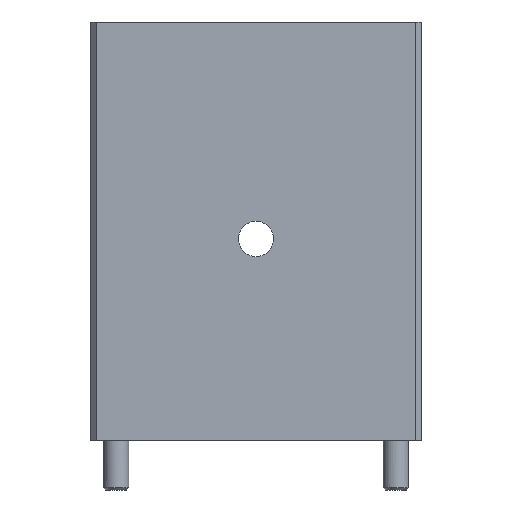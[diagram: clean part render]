
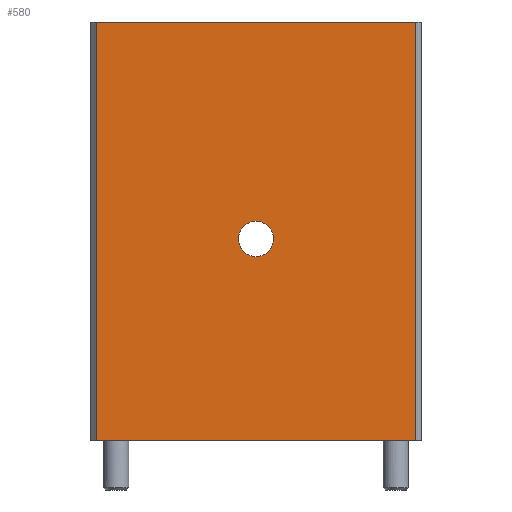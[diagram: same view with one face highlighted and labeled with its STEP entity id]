
A CAD part, front view. The second image highlights one B-rep face of the part: STEP entity #580.
In plain terms, the highlighted planar face has unit normal (0, -1, 0).
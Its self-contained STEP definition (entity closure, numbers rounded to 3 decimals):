
#5 = ORIENTED_EDGE ( 'NONE', *, *, #1617, .F. ) ;
#12 = LINE ( 'NONE', #797, #1325 ) ;
#22 = CARTESIAN_POINT ( 'NONE',  ( 0., -3., 19.9 ) ) ;
#62 = ORIENTED_EDGE ( 'NONE', *, *, #1466, .T. ) ;
#70 = VERTEX_POINT ( 'NONE', #22 ) ;
#221 = DIRECTION ( 'NONE',  ( 0., -1., 0. ) ) ;
#231 = EDGE_LOOP ( 'NONE', ( #438, #5 ) ) ;
#240 = DIRECTION ( 'NONE',  ( 0., 0., -1. ) ) ;
#273 = DIRECTION ( 'NONE',  ( 1., 0., 0. ) ) ;
#326 = ORIENTED_EDGE ( 'NONE', *, *, #1272, .F. ) ;
#341 = DIRECTION ( 'NONE',  ( 0., 0., -1. ) ) ;
#345 = CARTESIAN_POINT ( 'NONE',  ( 14.5, -3., 38. ) ) ;
#356 = CARTESIAN_POINT ( 'NONE',  ( -14.5, -3., 38. ) ) ;
#438 = ORIENTED_EDGE ( 'NONE', *, *, #832, .F. ) ;
#455 = CARTESIAN_POINT ( 'NONE',  ( 0., -3., 18.3 ) ) ;
#460 = LINE ( 'NONE', #356, #553 ) ;
#494 = PLANE ( 'NONE',  #887 ) ;
#495 = CIRCLE ( 'NONE', #932, 1.6 ) ;
#553 = VECTOR ( 'NONE', #240, 1000. ) ;
#555 = DIRECTION ( 'NONE',  ( 0., -1., 0. ) ) ;
#578 = EDGE_CURVE ( 'NONE', #1596, #1177, #460, .T. ) ;
#580 = ADVANCED_FACE ( 'NONE', ( #1219, #880 ), #494, .F. ) ;
#618 = DIRECTION ( 'NONE',  ( 0., 0., 1. ) ) ;
#624 = VERTEX_POINT ( 'NONE', #1430 ) ;
#640 = CARTESIAN_POINT ( 'NONE',  ( 14.5, -3., 38. ) ) ;
#645 = CARTESIAN_POINT ( 'NONE',  ( -14.5, -3., 0. ) ) ;
#761 = EDGE_CURVE ( 'NONE', #1129, #624, #941, .T. ) ;
#797 = CARTESIAN_POINT ( 'NONE',  ( -14.5, -3., 38. ) ) ;
#832 = EDGE_CURVE ( 'NONE', #1584, #70, #495, .T. ) ;
#867 = VECTOR ( 'NONE', #954, 1000. ) ;
#880 = FACE_OUTER_BOUND ( 'NONE', #911, .T. ) ;
#887 = AXIS2_PLACEMENT_3D ( 'NONE', #889, #1253, #618 ) ;
#889 = CARTESIAN_POINT ( 'NONE',  ( -14.5, -3., 38. ) ) ;
#911 = EDGE_LOOP ( 'NONE', ( #62, #1088, #326, #1012 ) ) ;
#932 = AXIS2_PLACEMENT_3D ( 'NONE', #1061, #555, #1440 ) ;
#941 = LINE ( 'NONE', #345, #867 ) ;
#954 = DIRECTION ( 'NONE',  ( 0., 0., -1. ) ) ;
#1012 = ORIENTED_EDGE ( 'NONE', *, *, #578, .T. ) ;
#1061 = CARTESIAN_POINT ( 'NONE',  ( 0., -3., 18.3 ) ) ;
#1072 = CARTESIAN_POINT ( 'NONE',  ( -14.5, -3., 38. ) ) ;
#1088 = ORIENTED_EDGE ( 'NONE', *, *, #761, .F. ) ;
#1129 = VERTEX_POINT ( 'NONE', #640 ) ;
#1160 = VECTOR ( 'NONE', #273, 1000. ) ;
#1177 = VERTEX_POINT ( 'NONE', #1523 ) ;
#1219 = FACE_BOUND ( 'NONE', #231, .T. ) ;
#1253 = DIRECTION ( 'NONE',  ( 0., 1., 0. ) ) ;
#1272 = EDGE_CURVE ( 'NONE', #1596, #1129, #12, .T. ) ;
#1293 = DIRECTION ( 'NONE',  ( 1., 0., 0. ) ) ;
#1303 = CIRCLE ( 'NONE', #1471, 1.6 ) ;
#1325 = VECTOR ( 'NONE', #1293, 1000. ) ;
#1430 = CARTESIAN_POINT ( 'NONE',  ( 14.5, -3., 0. ) ) ;
#1440 = DIRECTION ( 'NONE',  ( 0., 0., -1. ) ) ;
#1466 = EDGE_CURVE ( 'NONE', #1177, #624, #1524, .T. ) ;
#1467 = CARTESIAN_POINT ( 'NONE',  ( 0., -3., 16.7 ) ) ;
#1471 = AXIS2_PLACEMENT_3D ( 'NONE', #455, #221, #341 ) ;
#1523 = CARTESIAN_POINT ( 'NONE',  ( -14.5, -3., 0. ) ) ;
#1524 = LINE ( 'NONE', #645, #1160 ) ;
#1584 = VERTEX_POINT ( 'NONE', #1467 ) ;
#1596 = VERTEX_POINT ( 'NONE', #1072 ) ;
#1617 = EDGE_CURVE ( 'NONE', #70, #1584, #1303, .T. ) ;
